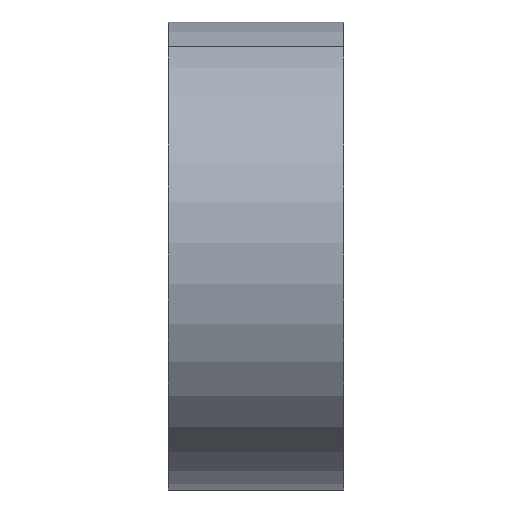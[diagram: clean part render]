
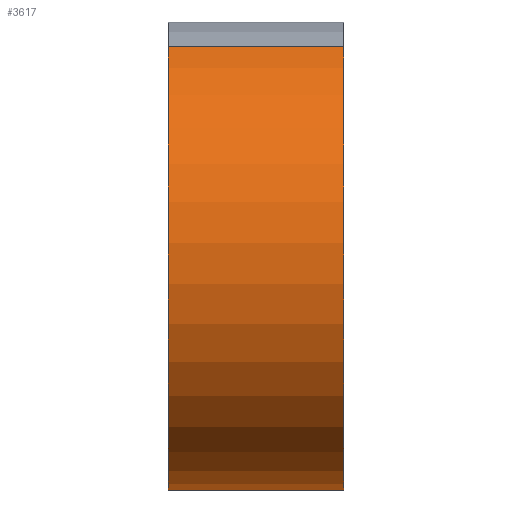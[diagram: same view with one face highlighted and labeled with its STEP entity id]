
A CAD part, front view. The second image highlights one B-rep face of the part: STEP entity #3617.
In plain terms, the highlighted cylindrical face has radius 40 mm (diameter 80 mm), a partial arc.
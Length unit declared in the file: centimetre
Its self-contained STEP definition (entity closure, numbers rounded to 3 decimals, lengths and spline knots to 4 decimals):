
#159 = ORIENTED_EDGE ( 'NONE', *, *, #8558, .T. ) ;
#890 = AXIS2_PLACEMENT_3D ( 'NONE', #6048, #4740, #2958 ) ;
#988 = LINE ( 'NONE', #8095, #3718 ) ;
#1571 = VERTEX_POINT ( 'NONE', #2796 ) ;
#2671 = VECTOR ( 'NONE', #5952, 100. ) ;
#2796 = CARTESIAN_POINT ( 'NONE',  ( -2.0963, -0.9496, -2.5125 ) ) ;
#2958 = DIRECTION ( 'NONE',  ( 0., 0., 1. ) ) ;
#3136 = CARTESIAN_POINT ( 'NONE',  ( -2.0963, -0.9496, 5.4875 ) ) ;
#3222 = DIRECTION ( 'NONE',  ( 1., 0., 0. ) ) ;
#3287 = CARTESIAN_POINT ( 'NONE',  ( 0.9037, -0.9496, 5.4875 ) ) ;
#3411 = CARTESIAN_POINT ( 'NONE',  ( -2.0963, -0.9496, 1.4875 ) ) ;
#3489 = VERTEX_POINT ( 'NONE', #7304 ) ;
#3617 = ADVANCED_FACE ( 'NONE', ( #6249 ), #4328, .T. ) ;
#3718 = VECTOR ( 'NONE', #8868, 100. ) ;
#4240 = ORIENTED_EDGE ( 'NONE', *, *, #10628, .F. ) ;
#4328 = CYLINDRICAL_SURFACE ( 'NONE', #5399, 4. ) ;
#4575 = CARTESIAN_POINT ( 'NONE',  ( 0.9037, -0.9496, 1.4875 ) ) ;
#4740 = DIRECTION ( 'NONE',  ( 1., 0., 0. ) ) ;
#5399 = AXIS2_PLACEMENT_3D ( 'NONE', #3411, #3222, #9487 ) ;
#5446 = EDGE_LOOP ( 'NONE', ( #12883, #159, #8910, #4240 ) ) ;
#5952 = DIRECTION ( 'NONE',  ( 1., 0., 0. ) ) ;
#6048 = CARTESIAN_POINT ( 'NONE',  ( -2.0963, -0.9496, 1.4875 ) ) ;
#6249 = FACE_OUTER_BOUND ( 'NONE', #5446, .T. ) ;
#6581 = EDGE_CURVE ( 'NONE', #12225, #10317, #10008, .T. ) ;
#6990 = EDGE_CURVE ( 'NONE', #1571, #3489, #988, .T. ) ;
#7304 = CARTESIAN_POINT ( 'NONE',  ( 0.9037, -0.9496, -2.5125 ) ) ;
#8095 = CARTESIAN_POINT ( 'NONE',  ( -2.0963, -0.9496, -2.5125 ) ) ;
#8558 = EDGE_CURVE ( 'NONE', #12225, #1571, #10059, .T. ) ;
#8868 = DIRECTION ( 'NONE',  ( 1., 0., 0. ) ) ;
#8910 = ORIENTED_EDGE ( 'NONE', *, *, #6990, .T. ) ;
#9168 = CARTESIAN_POINT ( 'NONE',  ( -2.0963, -0.9496, 5.4875 ) ) ;
#9262 = AXIS2_PLACEMENT_3D ( 'NONE', #4575, #11765, #11575 ) ;
#9487 = DIRECTION ( 'NONE',  ( 0., 0., -1. ) ) ;
#10008 = LINE ( 'NONE', #3136, #2671 ) ;
#10059 = CIRCLE ( 'NONE', #890, 4. ) ;
#10317 = VERTEX_POINT ( 'NONE', #3287 ) ;
#10628 = EDGE_CURVE ( 'NONE', #10317, #3489, #10724, .T. ) ;
#10724 = CIRCLE ( 'NONE', #9262, 4. ) ;
#11575 = DIRECTION ( 'NONE',  ( 0., 0., -1. ) ) ;
#11765 = DIRECTION ( 'NONE',  ( 1., 0., 0. ) ) ;
#12225 = VERTEX_POINT ( 'NONE', #9168 ) ;
#12883 = ORIENTED_EDGE ( 'NONE', *, *, #6581, .F. ) ;
